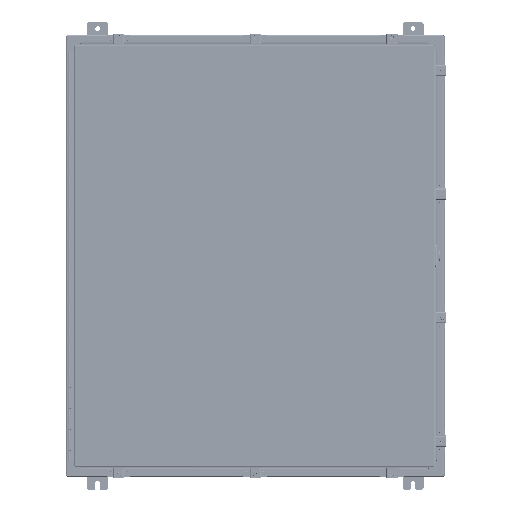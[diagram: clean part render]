
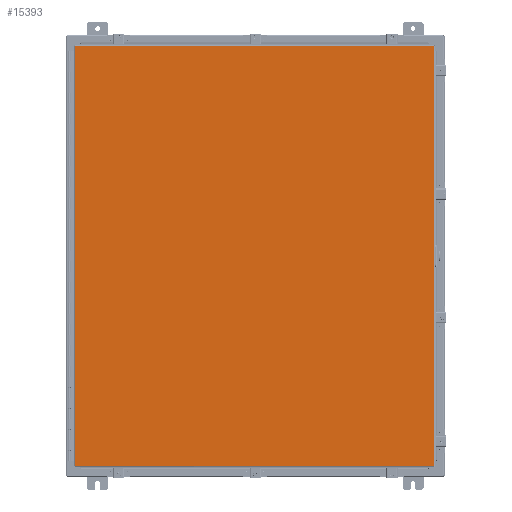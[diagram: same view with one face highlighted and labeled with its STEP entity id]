
A CAD part, top view. The second image highlights one B-rep face of the part: STEP entity #15393.
In plain terms, the highlighted face is planar.
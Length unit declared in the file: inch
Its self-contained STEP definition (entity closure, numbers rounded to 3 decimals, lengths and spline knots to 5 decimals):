
#1534=PLANE('',#16301);
#2176=FACE_OUTER_BOUND('',#3037,.T.);
#3037=EDGE_LOOP('',(#12104,#12105,#12106,#12107));
#4059=LINE('',#25088,#5479);
#4065=LINE('',#25209,#5485);
#4075=LINE('',#25362,#5495);
#4078=LINE('',#25395,#5498);
#5479=VECTOR('',#18502,34.1645);
#5485=VECTOR('',#18516,34.1645);
#5495=VECTOR('',#18538,39.977);
#5498=VECTOR('',#18547,39.977);
#7380=VERTEX_POINT('',#25079);
#7381=VERTEX_POINT('',#25087);
#7384=VERTEX_POINT('',#25157);
#7385=VERTEX_POINT('',#25201);
#9096=EDGE_CURVE('',#7381,#7380,#4059,.T.);
#9109=EDGE_CURVE('',#7384,#7385,#4065,.T.);
#9126=EDGE_CURVE('',#7380,#7384,#4075,.T.);
#9130=EDGE_CURVE('',#7385,#7381,#4078,.T.);
#12104=ORIENTED_EDGE('',*,*,#9126,.T.);
#12105=ORIENTED_EDGE('',*,*,#9109,.T.);
#12106=ORIENTED_EDGE('',*,*,#9130,.T.);
#12107=ORIENTED_EDGE('',*,*,#9096,.T.);
#15393=ADVANCED_FACE('',(#2176),#1534,.F.);
#16301=AXIS2_PLACEMENT_3D('',#25475,#18561,#18562);
#18502=DIRECTION('',(-1.,0.,0.));
#18516=DIRECTION('',(1.,0.,0.));
#18538=DIRECTION('',(0.,1.,0.));
#18547=DIRECTION('',(0.,-1.,0.));
#18561=DIRECTION('center_axis',(0.,0.,1.));
#18562=DIRECTION('ref_axis',(1.,0.,0.));
#25079=CARTESIAN_POINT('',(-17.08225,-19.9885,0.));
#25087=CARTESIAN_POINT('',(17.08225,-19.9885,0.));
#25088=CARTESIAN_POINT('',(8.54113,-19.9885,0.));
#25157=CARTESIAN_POINT('',(-17.08225,19.9885,0.));
#25201=CARTESIAN_POINT('',(17.08225,19.9885,0.));
#25209=CARTESIAN_POINT('',(-8.59375,19.9885,0.));
#25362=CARTESIAN_POINT('',(-17.08225,-9.99425,0.));
#25395=CARTESIAN_POINT('',(17.08225,9.99425,0.));
#25475=CARTESIAN_POINT('Origin',(0.,0.,
0.));
